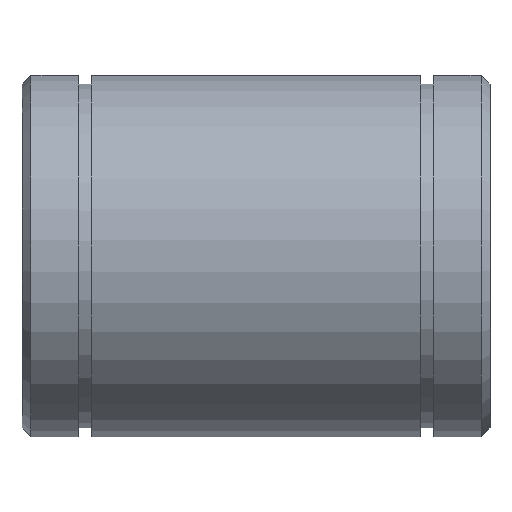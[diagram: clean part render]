
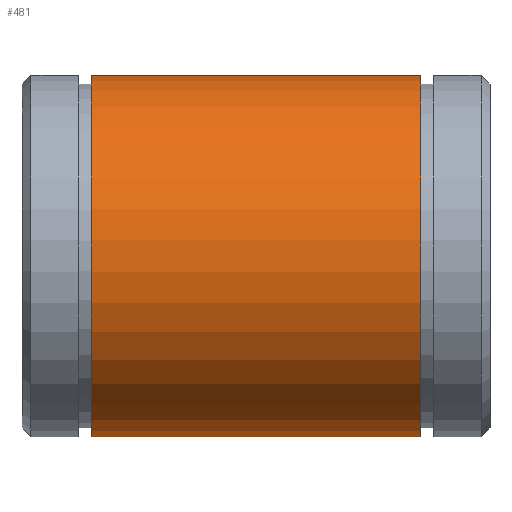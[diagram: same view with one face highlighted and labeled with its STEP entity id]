
A CAD part, top view. The second image highlights one B-rep face of the part: STEP entity #481.
In plain terms, the highlighted cylindrical face has radius 31 mm (diameter 62 mm), a partial arc.
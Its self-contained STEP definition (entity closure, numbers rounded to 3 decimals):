
#46=FACE_OUTER_BOUND('',#70,.T.);
#70=EDGE_LOOP('',(#368,#369,#370,#371));
#94=CIRCLE('',#542,31.);
#95=CIRCLE('',#545,31.);
#134=LINE('',#805,#178);
#135=LINE('',#807,#179);
#178=VECTOR('',#667,1000.);
#179=VECTOR('',#668,1000.);
#222=VERTEX_POINT('',#795);
#223=VERTEX_POINT('',#797);
#224=VERTEX_POINT('',#804);
#225=VERTEX_POINT('',#806);
#282=EDGE_CURVE('',#223,#222,#94,.T.);
#285=EDGE_CURVE('',#224,#222,#134,.T.);
#286=EDGE_CURVE('',#223,#225,#135,.T.);
#287=EDGE_CURVE('',#225,#224,#95,.T.);
#368=ORIENTED_EDGE('',*,*,#285,.T.);
#369=ORIENTED_EDGE('',*,*,#282,.F.);
#370=ORIENTED_EDGE('',*,*,#286,.T.);
#371=ORIENTED_EDGE('',*,*,#287,.T.);
#436=CYLINDRICAL_SURFACE('',#544,31.);
#481=ADVANCED_FACE('',(#46),#436,.T.);
#542=AXIS2_PLACEMENT_3D('',#799,#659,#660);
#544=AXIS2_PLACEMENT_3D('',#803,#665,#666);
#545=AXIS2_PLACEMENT_3D('',#808,#669,#670);
#659=DIRECTION('center_axis',(-1.,0.,0.));
#660=DIRECTION('ref_axis',(0.,1.,0.));
#665=DIRECTION('center_axis',(-1.,0.,0.));
#666=DIRECTION('ref_axis',(0.,0.,1.));
#667=DIRECTION('',(-1.,0.,0.));
#668=DIRECTION('',(1.,0.,0.));
#669=DIRECTION('center_axis',(-1.,0.,0.));
#670=DIRECTION('ref_axis',(0.,1.,0.));
#795=CARTESIAN_POINT('',(11.85,13.049,-28.12));
#797=CARTESIAN_POINT('',(11.85,-13.049,-28.12));
#799=CARTESIAN_POINT('Origin',(11.85,0.,0.));
#803=CARTESIAN_POINT('Origin',(40.,0.,0.));
#804=CARTESIAN_POINT('',(68.15,13.049,-28.12));
#805=CARTESIAN_POINT('',(40.,13.049,-28.12));
#806=CARTESIAN_POINT('',(68.15,-13.049,-28.12));
#807=CARTESIAN_POINT('',(40.,-13.049,-28.12));
#808=CARTESIAN_POINT('Origin',(68.15,0.,0.));
